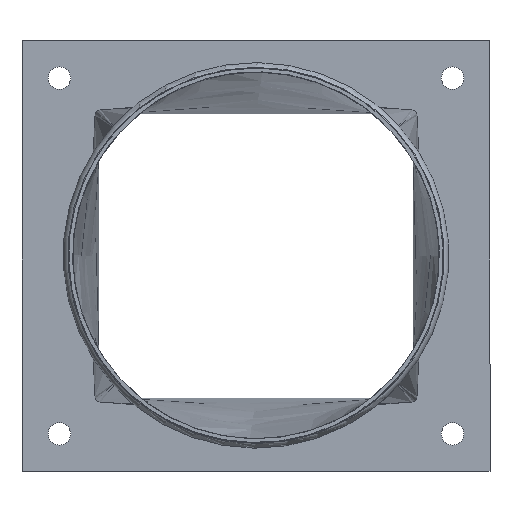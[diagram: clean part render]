
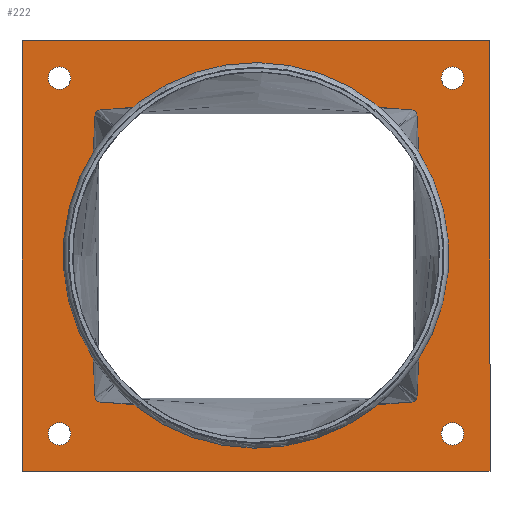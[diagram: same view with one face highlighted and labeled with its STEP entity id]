
A CAD part, top view. The second image highlights one B-rep face of the part: STEP entity #222.
In plain terms, the highlighted planar face has unit normal (0, 0, 1).
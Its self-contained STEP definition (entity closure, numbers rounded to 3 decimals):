
#1 = VERTEX_POINT ( 'NONE', #575 ) ;
#65 = EDGE_CURVE ( 'NONE', #7147, #3617, #6538, .T. ) ;
#83 = AXIS2_PLACEMENT_3D ( 'NONE', #4497, #5247, #1565 ) ;
#182 = DIRECTION ( 'NONE',  ( 1., 0., 0. ) ) ;
#222 = ADVANCED_FACE ( 'NONE', ( #6188, #1887, #8036, #7804, #2814, #4199 ), #6924, .F. ) ;
#313 = VERTEX_POINT ( 'NONE', #1241 ) ;
#399 = EDGE_LOOP ( 'NONE', ( #3176, #8249, #7375, #1139 ) ) ;
#575 = CARTESIAN_POINT ( 'NONE',  ( -62.5, 57.5, 0. ) ) ;
#799 = EDGE_CURVE ( 'NONE', #9217, #9479, #8281, .T. ) ;
#1139 = ORIENTED_EDGE ( 'NONE', *, *, #7996, .T. ) ;
#1218 = VECTOR ( 'NONE', #6696, 1000. ) ;
#1241 = CARTESIAN_POINT ( 'NONE',  ( 55.5, -47.5, 0. ) ) ;
#1386 = ORIENTED_EDGE ( 'NONE', *, *, #3220, .F. ) ;
#1409 = DIRECTION ( 'NONE',  ( 0., 0., 1. ) ) ;
#1534 = CARTESIAN_POINT ( 'NONE',  ( -42., 38., 0. ) ) ;
#1565 = DIRECTION ( 'NONE',  ( 1., 0., 0. ) ) ;
#1848 = EDGE_LOOP ( 'NONE', ( #5381 ) ) ;
#1887 = FACE_BOUND ( 'NONE', #5277, .T. ) ;
#1991 = DIRECTION ( 'NONE',  ( 1., 0., 0. ) ) ;
#2217 = EDGE_CURVE ( 'NONE', #6209, #6209, #8505, .T. ) ;
#2256 = ORIENTED_EDGE ( 'NONE', *, *, #4570, .F. ) ;
#2340 = CARTESIAN_POINT ( 'NONE',  ( 52.5, 47.5, 0. ) ) ;
#2374 = DIRECTION ( 'NONE',  ( -1., 0., 0. ) ) ;
#2814 = FACE_BOUND ( 'NONE', #6593, .T. ) ;
#2883 = CARTESIAN_POINT ( 'NONE',  ( 62.5, 57.5, 0. ) ) ;
#3053 = EDGE_LOOP ( 'NONE', ( #3640 ) ) ;
#3176 = ORIENTED_EDGE ( 'NONE', *, *, #3943, .T. ) ;
#3187 = EDGE_LOOP ( 'NONE', ( #5727 ) ) ;
#3220 = EDGE_CURVE ( 'NONE', #3921, #4387, #3980, .T. ) ;
#3244 = AXIS2_PLACEMENT_3D ( 'NONE', #2340, #6064, #6830 ) ;
#3269 = EDGE_CURVE ( 'NONE', #4387, #9217, #9207, .T. ) ;
#3309 = VERTEX_POINT ( 'NONE', #6431 ) ;
#3617 = VERTEX_POINT ( 'NONE', #5367 ) ;
#3640 = ORIENTED_EDGE ( 'NONE', *, *, #2217, .F. ) ;
#3775 = AXIS2_PLACEMENT_3D ( 'NONE', #6191, #8397, #2374 ) ;
#3921 = VERTEX_POINT ( 'NONE', #1534 ) ;
#3943 = EDGE_CURVE ( 'NONE', #1, #5632, #4311, .T. ) ;
#3980 = LINE ( 'NONE', #6642, #6438 ) ;
#4199 = FACE_OUTER_BOUND ( 'NONE', #399, .T. ) ;
#4311 = LINE ( 'NONE', #5178, #1218 ) ;
#4387 = VERTEX_POINT ( 'NONE', #7849 ) ;
#4458 = CARTESIAN_POINT ( 'NONE',  ( 42., 38., 0. ) ) ;
#4497 = CARTESIAN_POINT ( 'NONE',  ( -52.5, -47.5, 0. ) ) ;
#4563 = VECTOR ( 'NONE', #182, 1000. ) ;
#4570 = EDGE_CURVE ( 'NONE', #9479, #3921, #5254, .T. ) ;
#4683 = CARTESIAN_POINT ( 'NONE',  ( -42., -38., 0. ) ) ;
#4769 = VECTOR ( 'NONE', #8618, 1000. ) ;
#5133 = DIRECTION ( 'NONE',  ( 0., -1., 0. ) ) ;
#5178 = CARTESIAN_POINT ( 'NONE',  ( -62.5, 57.5, 0. ) ) ;
#5247 = DIRECTION ( 'NONE',  ( 0., 0., 1. ) ) ;
#5254 = LINE ( 'NONE', #5368, #7472 ) ;
#5277 = EDGE_LOOP ( 'NONE', ( #8558 ) ) ;
#5323 = EDGE_CURVE ( 'NONE', #5632, #7147, #8620, .T. ) ;
#5367 = CARTESIAN_POINT ( 'NONE',  ( 62.5, 57.5, 0. ) ) ;
#5368 = CARTESIAN_POINT ( 'NONE',  ( -42., 38., 0. ) ) ;
#5381 = ORIENTED_EDGE ( 'NONE', *, *, #8602, .F. ) ;
#5465 = CIRCLE ( 'NONE', #6866, 3. ) ;
#5632 = VERTEX_POINT ( 'NONE', #9393 ) ;
#5709 = DIRECTION ( 'NONE',  ( 0., 0., 1. ) ) ;
#5727 = ORIENTED_EDGE ( 'NONE', *, *, #6891, .F. ) ;
#5821 = VECTOR ( 'NONE', #8076, 1000. ) ;
#5881 = CARTESIAN_POINT ( 'NONE',  ( 52.5, -47.5, 0. ) ) ;
#6064 = DIRECTION ( 'NONE',  ( 0., 0., 1. ) ) ;
#6188 = FACE_BOUND ( 'NONE', #3053, .T. ) ;
#6191 = CARTESIAN_POINT ( 'NONE',  ( 0., 0., 0. ) ) ;
#6209 = VERTEX_POINT ( 'NONE', #6326 ) ;
#6271 = CARTESIAN_POINT ( 'NONE',  ( 62.5, -57.5, 0. ) ) ;
#6281 = CIRCLE ( 'NONE', #9326, 3. ) ;
#6326 = CARTESIAN_POINT ( 'NONE',  ( -49.5, -47.5, 0. ) ) ;
#6431 = CARTESIAN_POINT ( 'NONE',  ( 55.5, 47.5, 0. ) ) ;
#6438 = VECTOR ( 'NONE', #5133, 1000. ) ;
#6538 = LINE ( 'NONE', #2883, #5821 ) ;
#6593 = EDGE_LOOP ( 'NONE', ( #8516, #7818, #1386, #2256 ) ) ;
#6642 = CARTESIAN_POINT ( 'NONE',  ( -42., 38., 0. ) ) ;
#6696 = DIRECTION ( 'NONE',  ( 0., -1., 0. ) ) ;
#6764 = DIRECTION ( 'NONE',  ( 0., 1., 0. ) ) ;
#6777 = LINE ( 'NONE', #7880, #4769 ) ;
#6830 = DIRECTION ( 'NONE',  ( 1., 0., 0. ) ) ;
#6838 = CARTESIAN_POINT ( 'NONE',  ( 62.5, -57.5, 0. ) ) ;
#6866 = AXIS2_PLACEMENT_3D ( 'NONE', #7954, #5709, #1991 ) ;
#6891 = EDGE_CURVE ( 'NONE', #3309, #3309, #8154, .T. ) ;
#6924 = PLANE ( 'NONE',  #3775 ) ;
#6945 = CARTESIAN_POINT ( 'NONE',  ( 42., -38., 0. ) ) ;
#7026 = VERTEX_POINT ( 'NONE', #7108 ) ;
#7108 = CARTESIAN_POINT ( 'NONE',  ( -49.5, 47.5, 0. ) ) ;
#7147 = VERTEX_POINT ( 'NONE', #6271 ) ;
#7375 = ORIENTED_EDGE ( 'NONE', *, *, #65, .T. ) ;
#7472 = VECTOR ( 'NONE', #8362, 1000. ) ;
#7479 = CARTESIAN_POINT ( 'NONE',  ( 42., 38., 0. ) ) ;
#7804 = FACE_BOUND ( 'NONE', #1848, .T. ) ;
#7818 = ORIENTED_EDGE ( 'NONE', *, *, #3269, .F. ) ;
#7849 = CARTESIAN_POINT ( 'NONE',  ( -42., -38., 0. ) ) ;
#7880 = CARTESIAN_POINT ( 'NONE',  ( 62.5, 57.5, 0. ) ) ;
#7929 = VECTOR ( 'NONE', #6764, 1000. ) ;
#7954 = CARTESIAN_POINT ( 'NONE',  ( -52.5, 47.5, 0. ) ) ;
#7996 = EDGE_CURVE ( 'NONE', #3617, #1, #6777, .T. ) ;
#8036 = FACE_BOUND ( 'NONE', #3187, .T. ) ;
#8076 = DIRECTION ( 'NONE',  ( 0., 1., 0. ) ) ;
#8154 = CIRCLE ( 'NONE', #3244, 3. ) ;
#8219 = DIRECTION ( 'NONE',  ( 1., 0., 0. ) ) ;
#8249 = ORIENTED_EDGE ( 'NONE', *, *, #5323, .T. ) ;
#8281 = LINE ( 'NONE', #4458, #7929 ) ;
#8362 = DIRECTION ( 'NONE',  ( -1., 0., 0. ) ) ;
#8397 = DIRECTION ( 'NONE',  ( 0., 0., -1. ) ) ;
#8505 = CIRCLE ( 'NONE', #83, 3. ) ;
#8516 = ORIENTED_EDGE ( 'NONE', *, *, #799, .F. ) ;
#8558 = ORIENTED_EDGE ( 'NONE', *, *, #8922, .F. ) ;
#8602 = EDGE_CURVE ( 'NONE', #7026, #7026, #5465, .T. ) ;
#8618 = DIRECTION ( 'NONE',  ( -1., 0., 0. ) ) ;
#8620 = LINE ( 'NONE', #6838, #9317 ) ;
#8922 = EDGE_CURVE ( 'NONE', #313, #313, #6281, .T. ) ;
#9207 = LINE ( 'NONE', #4683, #4563 ) ;
#9217 = VERTEX_POINT ( 'NONE', #6945 ) ;
#9317 = VECTOR ( 'NONE', #8219, 1000. ) ;
#9326 = AXIS2_PLACEMENT_3D ( 'NONE', #5881, #1409, #9543 ) ;
#9393 = CARTESIAN_POINT ( 'NONE',  ( -62.5, -57.5, 0. ) ) ;
#9479 = VERTEX_POINT ( 'NONE', #7479 ) ;
#9543 = DIRECTION ( 'NONE',  ( 1., 0., 0. ) ) ;
